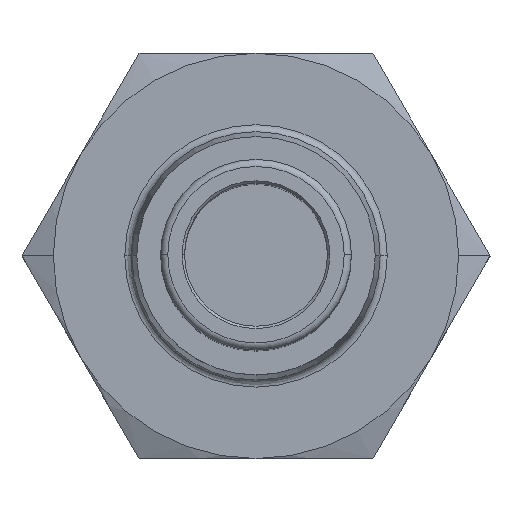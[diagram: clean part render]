
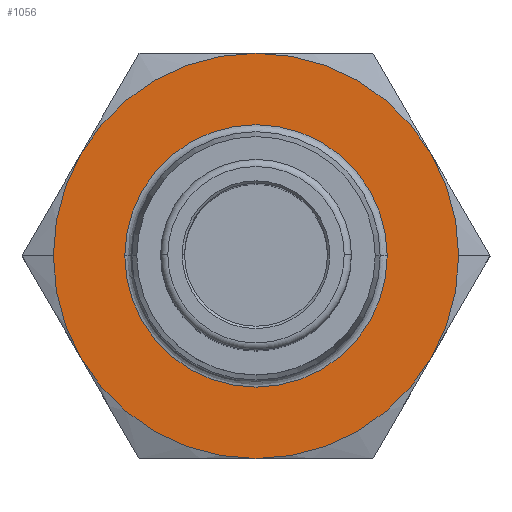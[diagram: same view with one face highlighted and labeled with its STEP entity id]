
A CAD part, top view. The second image highlights one B-rep face of the part: STEP entity #1056.
In plain terms, the highlighted planar face has unit normal (0, 0, 1).
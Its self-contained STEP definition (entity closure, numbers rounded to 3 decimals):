
#345=CARTESIAN_POINT('',(-8.5,0.,-13.4));
#346=VERTEX_POINT('',#345);
#355=CARTESIAN_POINT('',(-7.361,4.25,-13.4));
#356=VERTEX_POINT('',#355);
#357=CARTESIAN_POINT('',(0.,0.,-13.4));
#358=DIRECTION('',(0.0,0.0,1.0));
#359=DIRECTION('',(1.0,0.0,0.0));
#360=AXIS2_PLACEMENT_3D('',#357,#358,#359);
#361=CIRCLE('',#360,8.5);
#362=EDGE_CURVE('',#356,#346,#361,.T.);
#387=CARTESIAN_POINT('',(8.5,0.,-13.4));
#388=VERTEX_POINT('',#387);
#395=CARTESIAN_POINT('',(7.361,4.25,-13.4));
#396=VERTEX_POINT('',#395);
#410=CARTESIAN_POINT('',(0.,0.,-13.4));
#411=DIRECTION('',(0.0,0.0,1.0));
#412=DIRECTION('',(1.0,0.0,0.0));
#413=AXIS2_PLACEMENT_3D('',#410,#411,#412);
#414=CIRCLE('',#413,8.5);
#415=EDGE_CURVE('',#388,#396,#414,.T.);
#688=CARTESIAN_POINT('',(5.504,0.,-13.4));
#689=VERTEX_POINT('',#688);
#698=CARTESIAN_POINT('',(-5.504,0.,-13.4));
#699=VERTEX_POINT('',#698);
#707=CARTESIAN_POINT('',(0.,0.,-13.4));
#708=DIRECTION('',(0.0,0.0,1.0));
#709=DIRECTION('',(-1.0,0.0,0.0));
#710=AXIS2_PLACEMENT_3D('',#707,#708,#709);
#711=CIRCLE('',#710,5.504);
#712=EDGE_CURVE('',#699,#689,#711,.T.);
#957=CARTESIAN_POINT('',(0.,0.,-13.4));
#958=DIRECTION('',(0.0,0.0,1.0));
#959=DIRECTION('',(-1.0,0.0,0.0));
#960=AXIS2_PLACEMENT_3D('',#957,#958,#959);
#961=CIRCLE('',#960,5.504);
#962=EDGE_CURVE('',#689,#699,#961,.T.);
#993=CARTESIAN_POINT('',(0.,0.,-13.4));
#994=DIRECTION('',(0.0,0.0,-1.0));
#995=DIRECTION('',(-1.0,0.0,0.0));
#996=AXIS2_PLACEMENT_3D('',#993,#994,#995);
#997=PLANE('',#996);
#998=ORIENTED_EDGE('',*,*,#362,.T.);
#999=CARTESIAN_POINT('',(-7.361,-4.25,-13.4));
#1000=VERTEX_POINT('',#999);
#1001=CARTESIAN_POINT('',(0.,0.,-13.4));
#1002=DIRECTION('',(0.0,0.0,1.0));
#1003=DIRECTION('',(1.0,0.0,0.0));
#1004=AXIS2_PLACEMENT_3D('',#1001,#1002,#1003);
#1005=CIRCLE('',#1004,8.5);
#1006=EDGE_CURVE('',#346,#1000,#1005,.T.);
#1007=ORIENTED_EDGE('',*,*,#1006,.T.);
#1008=CARTESIAN_POINT('',(0.,-8.5,-13.4));
#1009=VERTEX_POINT('',#1008);
#1010=CARTESIAN_POINT('',(0.,0.,-13.4));
#1011=DIRECTION('',(0.0,0.0,1.0));
#1012=DIRECTION('',(1.0,0.0,0.0));
#1013=AXIS2_PLACEMENT_3D('',#1010,#1011,#1012);
#1014=CIRCLE('',#1013,8.5);
#1015=EDGE_CURVE('',#1000,#1009,#1014,.T.);
#1016=ORIENTED_EDGE('',*,*,#1015,.T.);
#1017=CARTESIAN_POINT('',(7.361,-4.25,-13.4));
#1018=VERTEX_POINT('',#1017);
#1019=CARTESIAN_POINT('',(0.,0.,-13.4));
#1020=DIRECTION('',(0.0,0.0,1.0));
#1021=DIRECTION('',(1.0,0.0,0.0));
#1022=AXIS2_PLACEMENT_3D('',#1019,#1020,#1021);
#1023=CIRCLE('',#1022,8.5);
#1024=EDGE_CURVE('',#1009,#1018,#1023,.T.);
#1025=ORIENTED_EDGE('',*,*,#1024,.T.);
#1026=CARTESIAN_POINT('',(0.,0.,-13.4));
#1027=DIRECTION('',(0.0,0.0,1.0));
#1028=DIRECTION('',(1.0,0.0,0.0));
#1029=AXIS2_PLACEMENT_3D('',#1026,#1027,#1028);
#1030=CIRCLE('',#1029,8.5);
#1031=EDGE_CURVE('',#1018,#388,#1030,.T.);
#1032=ORIENTED_EDGE('',*,*,#1031,.T.);
#1033=ORIENTED_EDGE('',*,*,#415,.T.);
#1034=CARTESIAN_POINT('',(0.,8.5,-13.4));
#1035=VERTEX_POINT('',#1034);
#1036=CARTESIAN_POINT('',(0.,0.,-13.4));
#1037=DIRECTION('',(0.0,0.0,1.0));
#1038=DIRECTION('',(1.0,0.0,0.0));
#1039=AXIS2_PLACEMENT_3D('',#1036,#1037,#1038);
#1040=CIRCLE('',#1039,8.5);
#1041=EDGE_CURVE('',#396,#1035,#1040,.T.);
#1042=ORIENTED_EDGE('',*,*,#1041,.T.);
#1043=CARTESIAN_POINT('',(0.,0.,-13.4));
#1044=DIRECTION('',(0.0,0.0,1.0));
#1045=DIRECTION('',(1.0,0.0,0.0));
#1046=AXIS2_PLACEMENT_3D('',#1043,#1044,#1045);
#1047=CIRCLE('',#1046,8.5);
#1048=EDGE_CURVE('',#1035,#356,#1047,.T.);
#1049=ORIENTED_EDGE('',*,*,#1048,.T.);
#1050=EDGE_LOOP('',(#998,#1007,#1016,#1025,#1032,#1033,#1042,#1049));
#1051=FACE_OUTER_BOUND('',#1050,.T.);
#1052=ORIENTED_EDGE('',*,*,#962,.F.);
#1053=ORIENTED_EDGE('',*,*,#712,.F.);
#1054=EDGE_LOOP('',(#1052,#1053));
#1055=FACE_BOUND('',#1054,.T.);
#1056=ADVANCED_FACE('',(#1051,#1055),#997,.F.);
